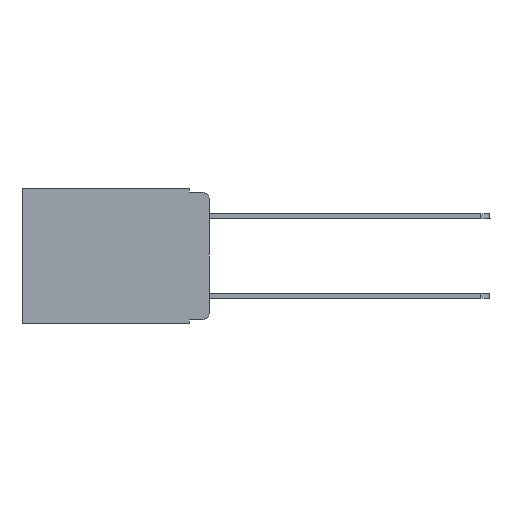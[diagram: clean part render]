
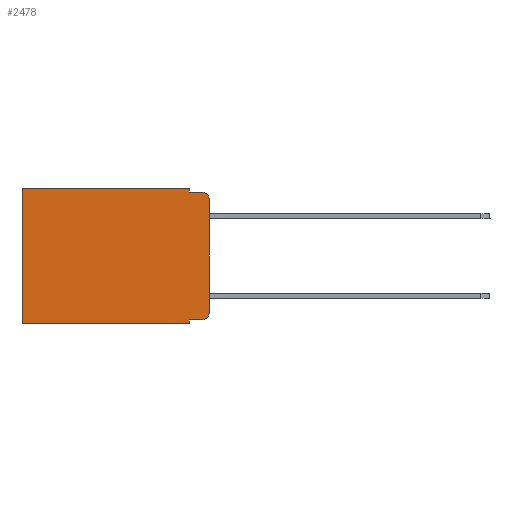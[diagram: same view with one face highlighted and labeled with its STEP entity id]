
A CAD part, left-side view. The second image highlights one B-rep face of the part: STEP entity #2478.
In plain terms, the highlighted planar face has unit normal (-1, 0, 0).
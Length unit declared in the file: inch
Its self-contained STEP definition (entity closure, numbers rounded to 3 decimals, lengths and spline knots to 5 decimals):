
#69 = DIRECTION ( 'NONE',  ( 0., 0., -1. ) ) ;
#385 = CARTESIAN_POINT ( 'NONE',  ( 0.298, 0.02, -0.01 ) ) ;
#540 = CARTESIAN_POINT ( 'NONE',  ( 0.298, 0.473, 0. ) ) ;
#703 = FACE_OUTER_BOUND ( 'NONE', #12916, .T. ) ;
#816 = VECTOR ( 'NONE', #5715, 39.37008 ) ;
#954 = DIRECTION ( 'NONE',  ( 0., -1., 0. ) ) ;
#961 = CARTESIAN_POINT ( 'NONE',  ( 0.298, 0.051, -0.343 ) ) ;
#1230 = CARTESIAN_POINT ( 'NONE',  ( 0.298, 0.051, -0.333 ) ) ;
#1491 = CARTESIAN_POINT ( 'NONE',  ( 0.298, 0.473, -0.343 ) ) ;
#1506 = VERTEX_POINT ( 'NONE', #12743 ) ;
#2478 = ADVANCED_FACE ( 'NONE', ( #703 ), #17091, .F. ) ;
#2494 = ORIENTED_EDGE ( 'NONE', *, *, #7204, .T. ) ;
#2499 = ORIENTED_EDGE ( 'NONE', *, *, #16519, .T. ) ;
#2615 = CARTESIAN_POINT ( 'NONE',  ( 0.298, 0.051, 0. ) ) ;
#3130 = EDGE_CURVE ( 'NONE', #11563, #6328, #16263, .T. ) ;
#4132 = EDGE_CURVE ( 'NONE', #11563, #14197, #16461, .T. ) ;
#4378 = VERTEX_POINT ( 'NONE', #17249 ) ;
#4521 = CARTESIAN_POINT ( 'NONE',  ( 0.298, 0., -0.343 ) ) ;
#4711 = CIRCLE ( 'NONE', #17443, 0.02 ) ;
#5263 = ORIENTED_EDGE ( 'NONE', *, *, #10139, .T. ) ;
#5400 = CARTESIAN_POINT ( 'NONE',  ( 0.298, 0.02, -0.03 ) ) ;
#5715 = DIRECTION ( 'NONE',  ( 0., 1., 0. ) ) ;
#5721 = DIRECTION ( 'NONE',  ( 0., 0., -1. ) ) ;
#6328 = VERTEX_POINT ( 'NONE', #17674 ) ;
#6481 = VERTEX_POINT ( 'NONE', #1491 ) ;
#6490 = CARTESIAN_POINT ( 'NONE',  ( 0.298, 0.051, -0.01 ) ) ;
#6651 = DIRECTION ( 'NONE',  ( 0., 1., 0. ) ) ;
#6784 = CARTESIAN_POINT ( 'NONE',  ( 0.298, 0.473, 0. ) ) ;
#7204 = EDGE_CURVE ( 'NONE', #1506, #7819, #15097, .T. ) ;
#7400 = ORIENTED_EDGE ( 'NONE', *, *, #12363, .F. ) ;
#7497 = DIRECTION ( 'NONE',  ( 1., 0., 0. ) ) ;
#7742 = CARTESIAN_POINT ( 'NONE',  ( 0.298, 0., 0. ) ) ;
#7763 = VECTOR ( 'NONE', #14826, 39.37008 ) ;
#7819 = VERTEX_POINT ( 'NONE', #6784 ) ;
#8032 = VERTEX_POINT ( 'NONE', #11762 ) ;
#8906 = CARTESIAN_POINT ( 'NONE',  ( 0.298, 0.02, -0.313 ) ) ;
#9050 = VERTEX_POINT ( 'NONE', #385 ) ;
#9105 = AXIS2_PLACEMENT_3D ( 'NONE', #13222, #7497, #9120 ) ;
#9120 = DIRECTION ( 'NONE',  ( 0., 0., -1. ) ) ;
#9159 = AXIS2_PLACEMENT_3D ( 'NONE', #8906, #11895, #10276 ) ;
#9488 = LINE ( 'NONE', #6490, #17397 ) ;
#9896 = ORIENTED_EDGE ( 'NONE', *, *, #3130, .T. ) ;
#10139 = EDGE_CURVE ( 'NONE', #6328, #4378, #12644, .T. ) ;
#10157 = EDGE_CURVE ( 'NONE', #8032, #4378, #15897, .T. ) ;
#10276 = DIRECTION ( 'NONE',  ( 0., 0., -1. ) ) ;
#10547 = DIRECTION ( 'NONE',  ( 0., 0., -1. ) ) ;
#10648 = ORIENTED_EDGE ( 'NONE', *, *, #4132, .F. ) ;
#10931 = DIRECTION ( 'NONE',  ( -1., 0., 0. ) ) ;
#11328 = CARTESIAN_POINT ( 'NONE',  ( 0.298, 0.051, -0.01 ) ) ;
#11545 = EDGE_CURVE ( 'NONE', #13552, #9050, #9488, .T. ) ;
#11563 = VERTEX_POINT ( 'NONE', #16197 ) ;
#11706 = VECTOR ( 'NONE', #6651, 39.37008 ) ;
#11762 = CARTESIAN_POINT ( 'NONE',  ( 0.298, 0., -0.03 ) ) ;
#11895 = DIRECTION ( 'NONE',  ( -1., 0., 0. ) ) ;
#11919 = DIRECTION ( 'NONE',  ( 0., -1., 0. ) ) ;
#11976 = VECTOR ( 'NONE', #5721, 39.37008 ) ;
#12363 = EDGE_CURVE ( 'NONE', #14197, #6481, #12693, .T. ) ;
#12644 = CIRCLE ( 'NONE', #9159, 0.02 ) ;
#12693 = LINE ( 'NONE', #4521, #816 ) ;
#12743 = CARTESIAN_POINT ( 'NONE',  ( 0.298, 0.051, 0. ) ) ;
#12797 = EDGE_CURVE ( 'NONE', #1506, #13552, #16906, .T. ) ;
#12916 = EDGE_LOOP ( 'NONE', ( #16979, #14194, #14267, #14866, #2494, #2499, #7400, #10648, #9896, #5263 ) ) ;
#13222 = CARTESIAN_POINT ( 'NONE',  ( 0.298, 0., 0. ) ) ;
#13552 = VERTEX_POINT ( 'NONE', #11328 ) ;
#13823 = VECTOR ( 'NONE', #10547, 39.37008 ) ;
#14038 = CARTESIAN_POINT ( 'NONE',  ( 0.298, 0.051, 0. ) ) ;
#14194 = ORIENTED_EDGE ( 'NONE', *, *, #15552, .T. ) ;
#14197 = VERTEX_POINT ( 'NONE', #961 ) ;
#14231 = LINE ( 'NONE', #540, #11976 ) ;
#14267 = ORIENTED_EDGE ( 'NONE', *, *, #11545, .F. ) ;
#14826 = DIRECTION ( 'NONE',  ( 0., 0., -1. ) ) ;
#14866 = ORIENTED_EDGE ( 'NONE', *, *, #12797, .F. ) ;
#15097 = LINE ( 'NONE', #16447, #11706 ) ;
#15552 = EDGE_CURVE ( 'NONE', #8032, #9050, #4711, .T. ) ;
#15897 = LINE ( 'NONE', #7742, #13823 ) ;
#16083 = VECTOR ( 'NONE', #954, 39.37008 ) ;
#16197 = CARTESIAN_POINT ( 'NONE',  ( 0.298, 0.051, -0.333 ) ) ;
#16263 = LINE ( 'NONE', #1230, #16083 ) ;
#16270 = VECTOR ( 'NONE', #69, 39.37008 ) ;
#16447 = CARTESIAN_POINT ( 'NONE',  ( 0.298, 0., 0. ) ) ;
#16461 = LINE ( 'NONE', #2615, #7763 ) ;
#16519 = EDGE_CURVE ( 'NONE', #7819, #6481, #14231, .T. ) ;
#16533 = DIRECTION ( 'NONE',  ( 0., 0., -1. ) ) ;
#16906 = LINE ( 'NONE', #14038, #16270 ) ;
#16979 = ORIENTED_EDGE ( 'NONE', *, *, #10157, .F. ) ;
#17091 = PLANE ( 'NONE',  #9105 ) ;
#17249 = CARTESIAN_POINT ( 'NONE',  ( 0.298, 0., -0.313 ) ) ;
#17397 = VECTOR ( 'NONE', #11919, 39.37008 ) ;
#17443 = AXIS2_PLACEMENT_3D ( 'NONE', #5400, #10931, #16533 ) ;
#17674 = CARTESIAN_POINT ( 'NONE',  ( 0.298, 0.02, -0.333 ) ) ;
